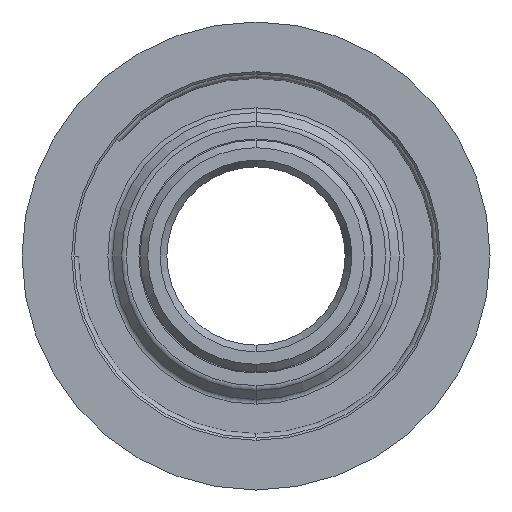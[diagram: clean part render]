
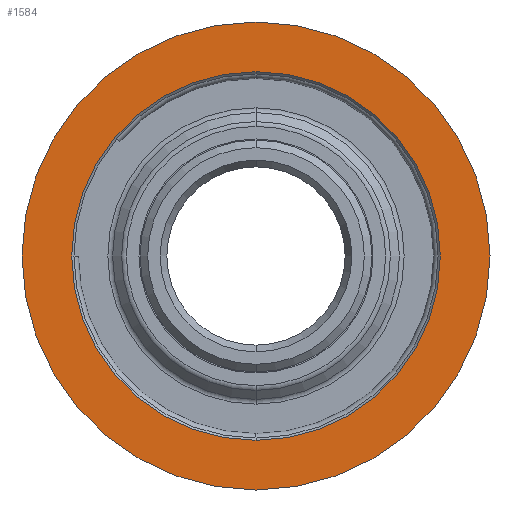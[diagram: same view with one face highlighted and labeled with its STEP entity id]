
A CAD part, front view. The second image highlights one B-rep face of the part: STEP entity #1584.
In plain terms, the highlighted planar face has unit normal (0, -1, 0).
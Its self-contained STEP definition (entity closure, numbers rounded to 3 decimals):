
#100 = DIRECTION ( 'NONE',  ( 0., 1., 0. ) ) ;
#101 = AXIS2_PLACEMENT_3D ( 'NONE', #1911, #1733, #1366 ) ;
#268 = ORIENTED_EDGE ( 'NONE', *, *, #1235, .F. ) ;
#284 = DIRECTION ( 'NONE',  ( 0., 0., 1. ) ) ;
#313 = DIRECTION ( 'NONE',  ( 0., 0., 1. ) ) ;
#333 = DIRECTION ( 'NONE',  ( 0., 1., 0. ) ) ;
#345 = CARTESIAN_POINT ( 'NONE',  ( 0., 0., -4.135 ) ) ;
#360 = VERTEX_POINT ( 'NONE', #1395 ) ;
#635 = CARTESIAN_POINT ( 'NONE',  ( 0., 0., -5.25 ) ) ;
#814 = CARTESIAN_POINT ( 'NONE',  ( 0., 0., 5.25 ) ) ;
#847 = CARTESIAN_POINT ( 'NONE',  ( 0., 0., 0. ) ) ;
#871 = CIRCLE ( 'NONE', #1564, 4.135 ) ;
#896 = DIRECTION ( 'NONE',  ( 0., 0., 1. ) ) ;
#919 = AXIS2_PLACEMENT_3D ( 'NONE', #1036, #100, #284 ) ;
#929 = CIRCLE ( 'NONE', #101, 5.25 ) ;
#1036 = CARTESIAN_POINT ( 'NONE',  ( 0., 0., 0. ) ) ;
#1049 = FACE_BOUND ( 'NONE', #1700, .T. ) ;
#1166 = DIRECTION ( 'NONE',  ( 0., 0., 1. ) ) ;
#1235 = EDGE_CURVE ( 'NONE', #2111, #2385, #1718, .T. ) ;
#1278 = CARTESIAN_POINT ( 'NONE',  ( 0., 0., 0. ) ) ;
#1324 = AXIS2_PLACEMENT_3D ( 'NONE', #1675, #333, #1166 ) ;
#1366 = DIRECTION ( 'NONE',  ( 0., 0., 1. ) ) ;
#1385 = AXIS2_PLACEMENT_3D ( 'NONE', #1278, #1817, #896 ) ;
#1395 = CARTESIAN_POINT ( 'NONE',  ( 0., 0., 4.135 ) ) ;
#1409 = EDGE_CURVE ( 'NONE', #1524, #360, #871, .T. ) ;
#1524 = VERTEX_POINT ( 'NONE', #345 ) ;
#1564 = AXIS2_PLACEMENT_3D ( 'NONE', #847, #1970, #313 ) ;
#1584 = ADVANCED_FACE ( 'NONE', ( #1049, #2416 ), #2039, .F. ) ;
#1675 = CARTESIAN_POINT ( 'NONE',  ( 0., 0., 0. ) ) ;
#1700 = EDGE_LOOP ( 'NONE', ( #2244, #2258 ) ) ;
#1718 = CIRCLE ( 'NONE', #919, 5.25 ) ;
#1733 = DIRECTION ( 'NONE',  ( 0., 1., 0. ) ) ;
#1817 = DIRECTION ( 'NONE',  ( 0., 1., 0. ) ) ;
#1911 = CARTESIAN_POINT ( 'NONE',  ( 0., 0., 0. ) ) ;
#1915 = CIRCLE ( 'NONE', #1324, 4.135 ) ;
#1970 = DIRECTION ( 'NONE',  ( 0., 1., 0. ) ) ;
#2039 = PLANE ( 'NONE',  #1385 ) ;
#2057 = EDGE_CURVE ( 'NONE', #360, #1524, #1915, .T. ) ;
#2059 = ORIENTED_EDGE ( 'NONE', *, *, #2133, .F. ) ;
#2111 = VERTEX_POINT ( 'NONE', #814 ) ;
#2133 = EDGE_CURVE ( 'NONE', #2385, #2111, #929, .T. ) ;
#2244 = ORIENTED_EDGE ( 'NONE', *, *, #1409, .T. ) ;
#2258 = ORIENTED_EDGE ( 'NONE', *, *, #2057, .T. ) ;
#2284 = EDGE_LOOP ( 'NONE', ( #268, #2059 ) ) ;
#2385 = VERTEX_POINT ( 'NONE', #635 ) ;
#2416 = FACE_OUTER_BOUND ( 'NONE', #2284, .T. ) ;
